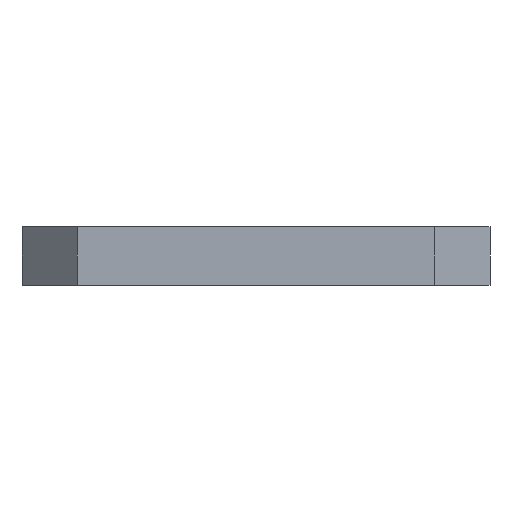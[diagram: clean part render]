
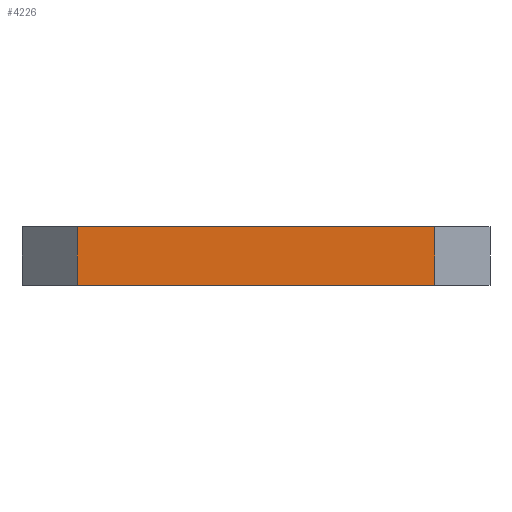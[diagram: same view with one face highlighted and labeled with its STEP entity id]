
A CAD part, front view. The second image highlights one B-rep face of the part: STEP entity #4226.
In plain terms, the highlighted planar face has unit normal (0, -1, 0).
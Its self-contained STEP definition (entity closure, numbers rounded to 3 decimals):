
#180=PLANE('',#4735);
#438=FACE_OUTER_BOUND('',#723,.T.);
#723=EDGE_LOOP('',(#3834,#3835,#3836,#3837));
#992=LINE('',#6191,#1359);
#1045=LINE('',#6424,#1412);
#1327=LINE('',#7299,#1694);
#1328=LINE('',#7301,#1695);
#1359=VECTOR('',#4837,10.);
#1412=VECTOR('',#5048,10.);
#1694=VECTOR('',#6080,10.);
#1695=VECTOR('',#6083,10.);
#1729=VERTEX_POINT('',#6188);
#1730=VERTEX_POINT('',#6190);
#1824=VERTEX_POINT('',#6409);
#1831=VERTEX_POINT('',#6422);
#2093=EDGE_CURVE('',#1730,#1729,#992,.T.);
#2210=EDGE_CURVE('',#1831,#1824,#1045,.T.);
#2647=EDGE_CURVE('',#1729,#1824,#1327,.T.);
#2648=EDGE_CURVE('',#1730,#1831,#1328,.T.);
#3834=ORIENTED_EDGE('',*,*,#2093,.T.);
#3835=ORIENTED_EDGE('',*,*,#2647,.T.);
#3836=ORIENTED_EDGE('',*,*,#2210,.F.);
#3837=ORIENTED_EDGE('',*,*,#2648,.F.);
#4226=ADVANCED_FACE('',(#438),#180,.T.);
#4735=AXIS2_PLACEMENT_3D('',#7300,#6081,#6082);
#4837=DIRECTION('',(1.,0.,0.));
#5048=DIRECTION('',(1.,0.,0.));
#6080=DIRECTION('',(0.,0.,1.));
#6081=DIRECTION('center_axis',(0.,-1.,0.));
#6082=DIRECTION('ref_axis',(1.,0.,0.));
#6083=DIRECTION('',(0.,0.,1.));
#6188=CARTESIAN_POINT('',(16.15,-21.15,-9.25));
#6190=CARTESIAN_POINT('',(-16.15,-21.15,-9.25));
#6191=CARTESIAN_POINT('',(-16.15,-21.15,-9.25));
#6409=CARTESIAN_POINT('',(16.15,-21.15,-4.));
#6422=CARTESIAN_POINT('',(-16.15,-21.15,-4.));
#6424=CARTESIAN_POINT('',(-16.15,-21.15,-4.));
#7299=CARTESIAN_POINT('',(16.15,-21.15,-9.25));
#7300=CARTESIAN_POINT('Origin',(-16.15,-21.15,-9.25));
#7301=CARTESIAN_POINT('',(-16.15,-21.15,-9.25));
